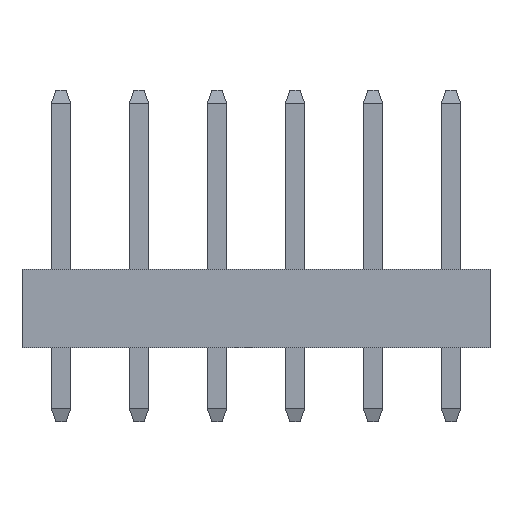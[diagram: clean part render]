
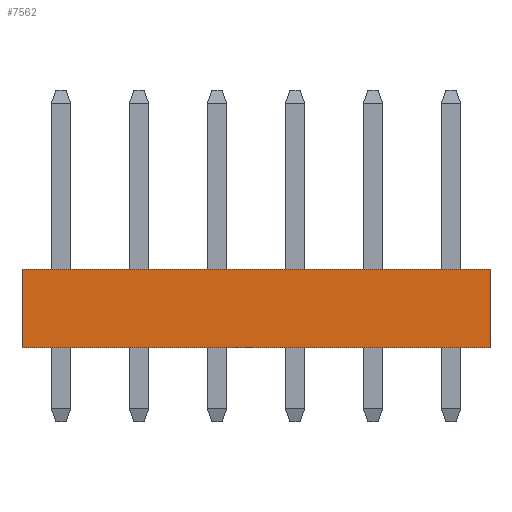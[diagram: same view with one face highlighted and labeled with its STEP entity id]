
A CAD part, top view. The second image highlights one B-rep face of the part: STEP entity #7562.
In plain terms, the highlighted planar face has unit normal (0, 0, 1).
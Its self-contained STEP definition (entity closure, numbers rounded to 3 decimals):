
#287 = VECTOR ( 'NONE', #4148, 1000. ) ;
#528 = EDGE_CURVE ( 'NONE', #4675, #3451, #2916, .T. ) ;
#1433 = LINE ( 'NONE', #7867, #4461 ) ;
#1718 = CARTESIAN_POINT ( 'NONE',  ( 7.62, 0., 2.415 ) ) ;
#1932 = DIRECTION ( 'NONE',  ( 0., 0., -1. ) ) ;
#2226 = ORIENTED_EDGE ( 'NONE', *, *, #7546, .T. ) ;
#2310 = VECTOR ( 'NONE', #3180, 1000. ) ;
#2557 = FACE_OUTER_BOUND ( 'NONE', #2906, .T. ) ;
#2640 = ORIENTED_EDGE ( 'NONE', *, *, #7322, .T. ) ;
#2684 = LINE ( 'NONE', #5213, #2310 ) ;
#2820 = EDGE_CURVE ( 'NONE', #4582, #4675, #1433, .T. ) ;
#2899 = ORIENTED_EDGE ( 'NONE', *, *, #528, .F. ) ;
#2906 = EDGE_LOOP ( 'NONE', ( #2640, #2899, #4089, #2226 ) ) ;
#2916 = LINE ( 'NONE', #4326, #287 ) ;
#3180 = DIRECTION ( 'NONE',  ( 0., -1., 0. ) ) ;
#3449 = DIRECTION ( 'NONE',  ( 1., 0., 0. ) ) ;
#3451 = VERTEX_POINT ( 'NONE', #1718 ) ;
#4089 = ORIENTED_EDGE ( 'NONE', *, *, #2820, .F. ) ;
#4148 = DIRECTION ( 'NONE',  ( 0., -1., 0. ) ) ;
#4293 = CARTESIAN_POINT ( 'NONE',  ( -7.62, 0., 2.415 ) ) ;
#4326 = CARTESIAN_POINT ( 'NONE',  ( 7.62, 2.55, 2.415 ) ) ;
#4461 = VECTOR ( 'NONE', #3449, 1000. ) ;
#4465 = DIRECTION ( 'NONE',  ( -1., 0., 0. ) ) ;
#4582 = VERTEX_POINT ( 'NONE', #4732 ) ;
#4675 = VERTEX_POINT ( 'NONE', #7173 ) ;
#4732 = CARTESIAN_POINT ( 'NONE',  ( -7.62, 2.55, 2.415 ) ) ;
#5082 = PLANE ( 'NONE',  #7980 ) ;
#5213 = CARTESIAN_POINT ( 'NONE',  ( -7.62, 2.55, 2.415 ) ) ;
#5871 = VECTOR ( 'NONE', #7536, 1000. ) ;
#6949 = CARTESIAN_POINT ( 'NONE',  ( -7.62, 0., 2.415 ) ) ;
#7173 = CARTESIAN_POINT ( 'NONE',  ( 7.62, 2.55, 2.415 ) ) ;
#7322 = EDGE_CURVE ( 'NONE', #7908, #3451, #8172, .T. ) ;
#7536 = DIRECTION ( 'NONE',  ( 1., 0., 0. ) ) ;
#7546 = EDGE_CURVE ( 'NONE', #4582, #7908, #2684, .T. ) ;
#7562 = ADVANCED_FACE ( 'NONE', ( #2557 ), #5082, .F. ) ;
#7622 = CARTESIAN_POINT ( 'NONE',  ( -7.62, 2.55, 2.415 ) ) ;
#7867 = CARTESIAN_POINT ( 'NONE',  ( -7.62, 2.55, 2.415 ) ) ;
#7908 = VERTEX_POINT ( 'NONE', #4293 ) ;
#7980 = AXIS2_PLACEMENT_3D ( 'NONE', #7622, #1932, #4465 ) ;
#8172 = LINE ( 'NONE', #6949, #5871 ) ;
